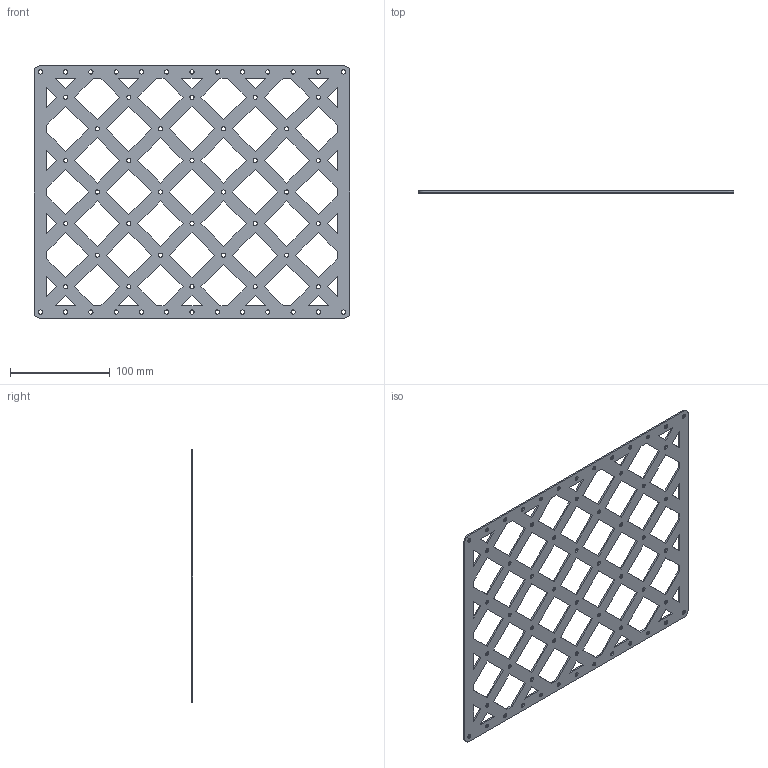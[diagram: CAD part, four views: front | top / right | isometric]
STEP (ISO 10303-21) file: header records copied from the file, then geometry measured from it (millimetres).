
FILE_DESCRIPTION(/* description */ (''),/* implementation_level */ '2;1');
FILE_NAME(/* name */ 'belly pan V2.stp',/* time_stamp */ '2023-12-21T21:13:42-08:00',/* author */ ('aaron'),/* organization */ (''),/* preprocessor_version */ 'ST-DEVELOPER v19.2',/* originating_system */ 'Autodesk Inventor 2024',/* authorisation */ '');
FILE_SCHEMA (('AUTOMOTIVE_DESIGN { 1 0 10303 214 3 1 1 }'));
Length unit declared in the file: inch
Products named in the file (1): belly pan
Bounding box: 317.5 x 1.59 x 254 mm (x, y, z)
Volume: 73063.8 mm3; surface area: 102725.5 mm2
Topology: 1 solids, 1 shells, 260 faces, 774 edges, 517 vertices
Faces by surface type: plane 198, cylinder 62
Full cylindrical faces by diameter (mm): 4.216 x58
Entity records: 9146 total; most frequent: CARTESIAN_POINT 1552, ORIENTED_EDGE 1548, DIRECTION 1420, EDGE_CURVE 774, LINE 650, VECTOR 650, VERTEX_POINT 516, EDGE_LOOP 474
